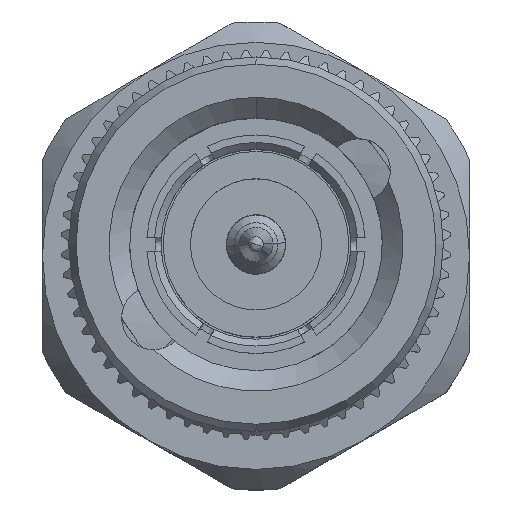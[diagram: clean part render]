
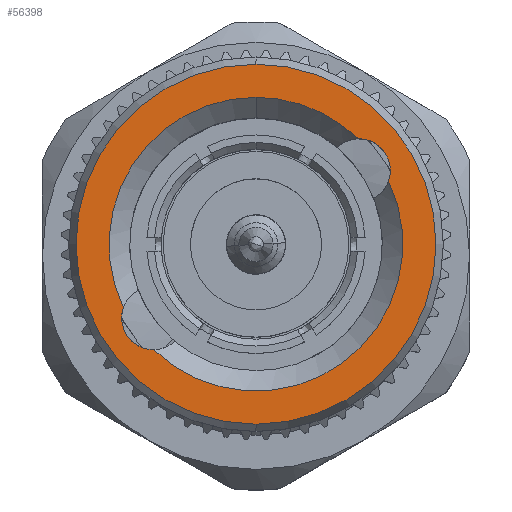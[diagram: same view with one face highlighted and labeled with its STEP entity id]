
A CAD part, top view. The second image highlights one B-rep face of the part: STEP entity #56398.
In plain terms, the highlighted face is planar.
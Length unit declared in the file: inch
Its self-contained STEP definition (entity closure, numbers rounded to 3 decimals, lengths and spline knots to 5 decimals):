
#113 = CARTESIAN_POINT ( 'NONE',  ( 0., -0.19403, 0.09247 ) ) ;
#1814 = ORIENTED_EDGE ( 'NONE', *, *, #52124, .T. ) ;
#2497 = VERTEX_POINT ( 'NONE', #10089 ) ;
#4412 = DIRECTION ( 'NONE',  ( 0., 0., -1. ) ) ;
#6274 = AXIS2_PLACEMENT_3D ( 'NONE', #42974, #43181, #30103 ) ;
#8144 = EDGE_CURVE ( 'NONE', #28886, #34843, #29156, .T. ) ;
#8814 = CIRCLE ( 'NONE', #49735, 0.21494 ) ;
#9257 = CARTESIAN_POINT ( 'NONE',  ( 0., -0.14961, 0.15433 ) ) ;
#9424 = ORIENTED_EDGE ( 'NONE', *, *, #54222, .F. ) ;
#9572 = CIRCLE ( 'NONE', #19342, 0.04645 ) ;
#10089 = CARTESIAN_POINT ( 'NONE',  ( 0., 0.15021, -0.15434 ) ) ;
#10776 = VERTEX_POINT ( 'NONE', #48606 ) ;
#10950 = VERTEX_POINT ( 'NONE', #15742 ) ;
#11053 = EDGE_CURVE ( 'NONE', #49907, #28886, #8814, .T. ) ;
#11143 = ORIENTED_EDGE ( 'NONE', *, *, #11053, .T. ) ;
#11515 = CIRCLE ( 'NONE', #34922, 0.21494 ) ;
#11827 = AXIS2_PLACEMENT_3D ( 'NONE', #31887, #36748, #23099 ) ;
#15439 = CARTESIAN_POINT ( 'NONE',  ( 0., 0., 0. ) ) ;
#15742 = CARTESIAN_POINT ( 'NONE',  ( 0., 0.14961, -0.15433 ) ) ;
#17598 = ORIENTED_EDGE ( 'NONE', *, *, #26895, .T. ) ;
#19342 = AXIS2_PLACEMENT_3D ( 'NONE', #28863, #33328, #4412 ) ;
#20108 = ORIENTED_EDGE ( 'NONE', *, *, #8144, .T. ) ;
#20282 = EDGE_CURVE ( 'NONE', #26534, #10776, #57852, .T. ) ;
#21646 = CARTESIAN_POINT ( 'NONE',  ( 0., 0., 0.21494 ) ) ;
#22879 = PLANE ( 'NONE',  #42555 ) ;
#23099 = DIRECTION ( 'NONE',  ( 0., 0., -1. ) ) ;
#23571 = EDGE_LOOP ( 'NONE', ( #54971, #9424 ) ) ;
#24861 = CARTESIAN_POINT ( 'NONE',  ( 0., 0., -0.26339 ) ) ;
#26534 = VERTEX_POINT ( 'NONE', #24861 ) ;
#26895 = EDGE_CURVE ( 'NONE', #10950, #2497, #40279, .T. ) ;
#27263 = DIRECTION ( 'NONE',  ( 0., 0., 1. ) ) ;
#28842 = VERTEX_POINT ( 'NONE', #39137 ) ;
#28863 = CARTESIAN_POINT ( 'NONE',  ( 0., 0.15021, -0.10789 ) ) ;
#28886 = VERTEX_POINT ( 'NONE', #9257 ) ;
#28942 = DIRECTION ( 'NONE',  ( 0., 0., -1. ) ) ;
#29156 = CIRCLE ( 'NONE', #39463, 0.04645 ) ;
#29321 = FACE_BOUND ( 'NONE', #29451, .T. ) ;
#29451 = EDGE_LOOP ( 'NONE', ( #40800, #11143, #20108, #1814, #17598, #53083 ) ) ;
#30019 = CARTESIAN_POINT ( 'NONE',  ( 0., 0., 0. ) ) ;
#30103 = DIRECTION ( 'NONE',  ( 0., 0., -1. ) ) ;
#30940 = DIRECTION ( 'NONE',  ( 1., 0., 0. ) ) ;
#31504 = DIRECTION ( 'NONE',  ( 1., 0., 0. ) ) ;
#31887 = CARTESIAN_POINT ( 'NONE',  ( 0., 0., 0. ) ) ;
#33328 = DIRECTION ( 'NONE',  ( 1., 0., 0. ) ) ;
#33634 = AXIS2_PLACEMENT_3D ( 'NONE', #40515, #54049, #27263 ) ;
#34843 = VERTEX_POINT ( 'NONE', #113 ) ;
#34922 = AXIS2_PLACEMENT_3D ( 'NONE', #35018, #30940, #39486 ) ;
#35018 = CARTESIAN_POINT ( 'NONE',  ( 0., 0., 0. ) ) ;
#36748 = DIRECTION ( 'NONE',  ( 1., 0., 0. ) ) ;
#39137 = CARTESIAN_POINT ( 'NONE',  ( 0., 0.19403, -0.09247 ) ) ;
#39147 = DIRECTION ( 'NONE',  ( 1., 0., 0. ) ) ;
#39463 = AXIS2_PLACEMENT_3D ( 'NONE', #39806, #52357, #43929 ) ;
#39486 = DIRECTION ( 'NONE',  ( 0., 0., 1. ) ) ;
#39806 = CARTESIAN_POINT ( 'NONE',  ( 0., -0.15021, 0.10789 ) ) ;
#40279 = CIRCLE ( 'NONE', #6274, 0.04645 ) ;
#40515 = CARTESIAN_POINT ( 'NONE',  ( 0., 0., 0. ) ) ;
#40535 = FACE_OUTER_BOUND ( 'NONE', #23571, .T. ) ;
#40800 = ORIENTED_EDGE ( 'NONE', *, *, #43523, .T. ) ;
#42555 = AXIS2_PLACEMENT_3D ( 'NONE', #54181, #31504, #50033 ) ;
#42974 = CARTESIAN_POINT ( 'NONE',  ( 0., 0.15021, -0.10789 ) ) ;
#43181 = DIRECTION ( 'NONE',  ( 1., 0., 0. ) ) ;
#43523 = EDGE_CURVE ( 'NONE', #28842, #49907, #11515, .T. ) ;
#43929 = DIRECTION ( 'NONE',  ( 0., 0., -1. ) ) ;
#45041 = AXIS2_PLACEMENT_3D ( 'NONE', #15439, #55889, #28942 ) ;
#45165 = CIRCLE ( 'NONE', #33634, 0.21494 ) ;
#48606 = CARTESIAN_POINT ( 'NONE',  ( 0., 0., 0.26339 ) ) ;
#49735 = AXIS2_PLACEMENT_3D ( 'NONE', #30019, #39147, #52283 ) ;
#49907 = VERTEX_POINT ( 'NONE', #21646 ) ;
#49922 = CIRCLE ( 'NONE', #45041, 0.26339 ) ;
#50033 = DIRECTION ( 'NONE',  ( 0., 0., -1. ) ) ;
#51440 = EDGE_CURVE ( 'NONE', #2497, #28842, #9572, .T. ) ;
#52124 = EDGE_CURVE ( 'NONE', #34843, #10950, #45165, .T. ) ;
#52283 = DIRECTION ( 'NONE',  ( 0., 0., 1. ) ) ;
#52357 = DIRECTION ( 'NONE',  ( 1., 0., 0. ) ) ;
#53083 = ORIENTED_EDGE ( 'NONE', *, *, #51440, .T. ) ;
#54049 = DIRECTION ( 'NONE',  ( 1., 0., 0. ) ) ;
#54181 = CARTESIAN_POINT ( 'NONE',  ( 0., 0., -0.26339 ) ) ;
#54222 = EDGE_CURVE ( 'NONE', #10776, #26534, #49922, .T. ) ;
#54971 = ORIENTED_EDGE ( 'NONE', *, *, #20282, .F. ) ;
#55889 = DIRECTION ( 'NONE',  ( 1., 0., 0. ) ) ;
#56398 = ADVANCED_FACE ( 'NONE', ( #40535, #29321 ), #22879, .F. ) ;
#57852 = CIRCLE ( 'NONE', #11827, 0.26339 ) ;
